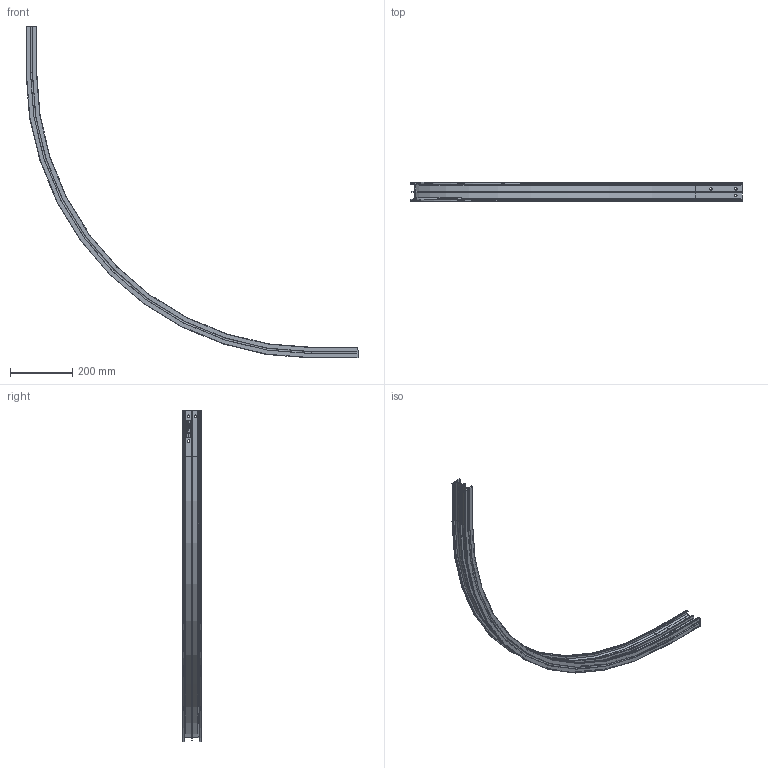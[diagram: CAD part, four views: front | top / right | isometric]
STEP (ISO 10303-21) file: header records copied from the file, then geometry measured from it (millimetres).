
FILE_DESCRIPTION (( 'STEP AP203' ), '1' );
FILE_NAME ('T84053.STEP', '2018-09-17T13:42:49', ( '' ), ( '' ), 'SwSTEP 2.0', 'SolidWorks 2016', '' );
FILE_SCHEMA (( 'CONFIG_CONTROL_DESIGN' ));
Length unit declared in the file: millimetre
Products named in the file (1): T84053
Bounding box: 1067.25 x 61 x 1067.25 mm (x, y, z)
Volume: 881554.9 mm3; surface area: 550605.2 mm2
Topology: 1 solids, 1 shells, 510 faces, 1325 edges, 858 vertices
Faces by surface type: plane 251, bspline 115, cylinder 105, torus 35, cone 4
Entity records: 21025 total; most frequent: CARTESIAN_POINT 9009, ORIENTED_EDGE 2650, DIRECTION 2136, EDGE_CURVE 1325, VERTEX_POINT 858, LINE 846, VECTOR 846, AXIS2_PLACEMENT_3D 645
